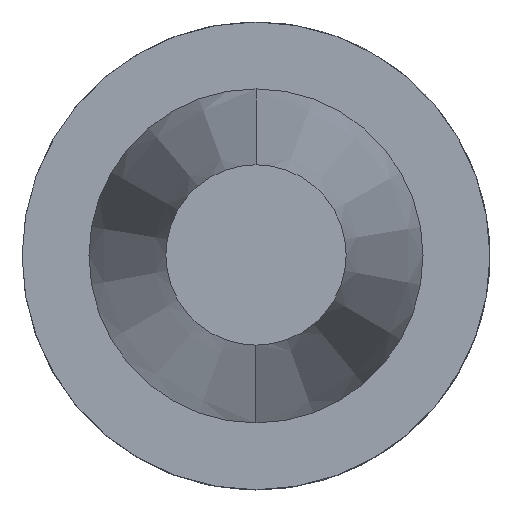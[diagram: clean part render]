
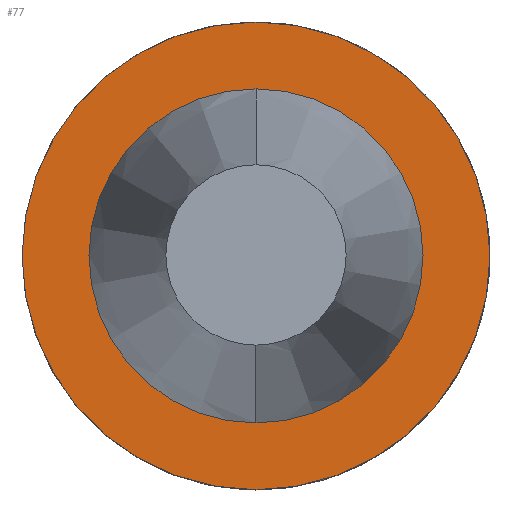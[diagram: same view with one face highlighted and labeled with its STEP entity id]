
A CAD part, top view. The second image highlights one B-rep face of the part: STEP entity #77.
In plain terms, the highlighted planar face has unit normal (0, 0, 1).
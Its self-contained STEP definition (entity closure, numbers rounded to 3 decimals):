
#77=ADVANCED_FACE('',(#104,#105),#98,.F.);
#98=PLANE('',#322);
#104=FACE_BOUND('',#126,.T.);
#105=FACE_BOUND('',#127,.T.);
#126=EDGE_LOOP('',(#158));
#127=EDGE_LOOP('',(#159,#160));
#158=ORIENTED_EDGE('',*,*,#240,.T.);
#159=ORIENTED_EDGE('',*,*,#241,.T.);
#160=ORIENTED_EDGE('',*,*,#242,.T.);
#218=VERTEX_POINT('',#473);
#219=VERTEX_POINT('',#475);
#220=VERTEX_POINT('',#476);
#240=EDGE_CURVE('',#218,#218,#270,.T.);
#241=EDGE_CURVE('',#219,#220,#271,.T.);
#242=EDGE_CURVE('',#220,#219,#272,.T.);
#270=CIRCLE('',#319,31.775);
#271=CIRCLE('',#320,22.692);
#272=CIRCLE('',#321,22.692);
#319=AXIS2_PLACEMENT_3D('',#472,#372,#373);
#320=AXIS2_PLACEMENT_3D('',#474,#374,#375);
#321=AXIS2_PLACEMENT_3D('',#477,#376,#377);
#322=AXIS2_PLACEMENT_3D('',#478,#378,#379);
#372=DIRECTION('',(0.,0.,1.));
#373=DIRECTION('',(-1.,0.,0.));
#374=DIRECTION('',(0.,0.,-1.));
#375=DIRECTION('',(-1.,0.,0.));
#376=DIRECTION('',(0.,0.,-1.));
#377=DIRECTION('',(-1.,0.,0.));
#378=DIRECTION('',(0.,0.,-1.));
#379=DIRECTION('',(0.,1.,0.));
#472=CARTESIAN_POINT('',(0.,0.,-3.2));
#473=CARTESIAN_POINT('',(-31.775,0.,-3.2));
#474=CARTESIAN_POINT('',(0.,0.,-3.2));
#475=CARTESIAN_POINT('',(0.,22.692,-3.2));
#476=CARTESIAN_POINT('',(0.,-22.692,-3.2));
#477=CARTESIAN_POINT('',(0.,0.,-3.2));
#478=CARTESIAN_POINT('',(0.,0.,-3.2));
